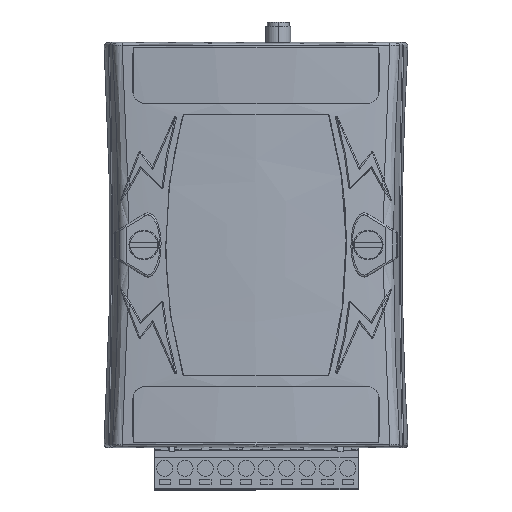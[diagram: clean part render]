
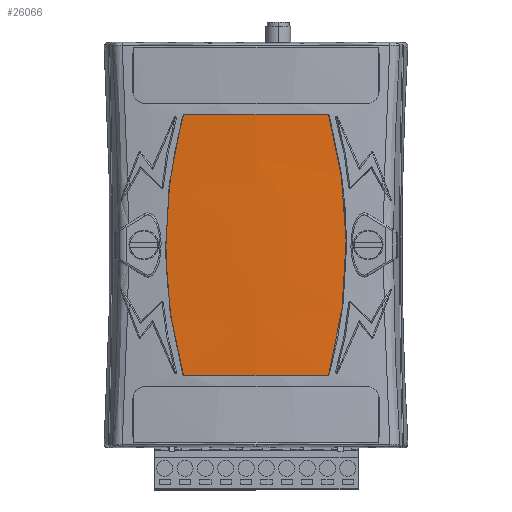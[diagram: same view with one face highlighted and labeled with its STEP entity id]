
A CAD part, top view. The second image highlights one B-rep face of the part: STEP entity #26066.
In plain terms, the highlighted free-form (B-spline) face has degree [3, 1] with [4, 2] control points.
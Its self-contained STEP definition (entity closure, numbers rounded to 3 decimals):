
#1353 = CARTESIAN_POINT ( 'NONE',  ( 22.383, 5.504, 15.107 ) ) ;
#3758 = EDGE_CURVE ( 'NONE', #55583, #30782, #78003, .T. ) ;
#3878 = CARTESIAN_POINT ( 'NONE',  ( -22.313, 6.892, 15.114 ) ) ;
#6155 = CARTESIAN_POINT ( 'NONE',  ( -11.151, 50.952, 16.837 ) ) ;
#7041 = CARTESIAN_POINT ( 'NONE',  ( -6.041, -32.591, 16.316 ) ) ;
#7232 = CARTESIAN_POINT ( 'NONE',  ( 19.56, -27.259, 15.347 ) ) ;
#7786 = CARTESIAN_POINT ( 'NONE',  ( 22.036, 10.993, 15.138 ) ) ;
#8928 = CARTESIAN_POINT ( 'NONE',  ( 18.091, 32.591, 15.452 ) ) ;
#10293 = CARTESIAN_POINT ( 'NONE',  ( -21.759, 13.732, 15.162 ) ) ;
#12327 = CARTESIAN_POINT ( 'NONE',  ( 33.261, -50.952, 13.903 ) ) ;
#12589 = CARTESIAN_POINT ( 'NONE',  ( -33.261, 50.952, 13.903 ) ) ;
#13138 = ORIENTED_EDGE ( 'NONE', *, *, #60772, .F. ) ;
#13741 = ORIENTED_EDGE ( 'NONE', *, *, #73710, .F. ) ;
#14216 = CARTESIAN_POINT ( 'NONE',  ( 20.658, 21.875, 15.256 ) ) ;
#14832 = CARTESIAN_POINT ( 'NONE',  ( -19.561, -27.257, 15.346 ) ) ;
#16718 = CARTESIAN_POINT ( 'NONE',  ( -19.56, 27.262, 15.347 ) ) ;
#16750 = EDGE_LOOP ( 'NONE', ( #13741, #69132, #59089, #13138, #41632 ) ) ;
#17771 = CARTESIAN_POINT ( 'NONE',  ( 18.091, 32.591, 15.452 ) ) ;
#19285 = B_SPLINE_CURVE_WITH_KNOTS ( 'NONE', 3,
 ( #59553, #14832, #65972, #27652, #72408, #34124 ),
 .UNSPECIFIED., .F., .F.,
 ( 4, 2, 4 ),
 ( 0., 0.016, 0.033 ),
 .UNSPECIFIED. ) ;
#19841 = CARTESIAN_POINT ( 'NONE',  ( 6.041, -32.591, 16.316 ) ) ;
#20311 = CARTESIAN_POINT ( 'NONE',  ( 20.657, -21.878, 15.256 ) ) ;
#20573 = CARTESIAN_POINT ( 'NONE',  ( 18.091, 32.591, 15.452 ) ) ;
#21181 = CARTESIAN_POINT ( 'NONE',  ( -6.041, 32.591, 16.316 ) ) ;
#21436 = B_SPLINE_CURVE_WITH_KNOTS ( 'NONE', 3,
 ( #26741, #7232, #20311, #71507, #33214, #77930, #39623, #1353, #46059, #7786, #52475, #14216, #58911, #20573 ),
 .UNSPECIFIED., .F., .F.,
 ( 4, 2, 2, 2, 2, 2, 4 ),
 ( 0., 0.016, 0.033, 0.037, 0.041, 0.049, 0.066 ),
 .UNSPECIFIED. ) ;
#21957 = EDGE_CURVE ( 'NONE', #44852, #27799, #21436, .T. ) ;
#22187 = CARTESIAN_POINT ( 'NONE',  ( -18.091, 32.591, 15.452 ) ) ;
#24410 =( BOUNDED_CURVE ( )  B_SPLINE_CURVE ( 3, ( #40766, #21181, #47190, #8928 ),
 .UNSPECIFIED., .F., .F. ) 
 B_SPLINE_CURVE_WITH_KNOTS ( ( 4, 4 ),
 ( 0., 0.036 ),
 .UNSPECIFIED. ) 
 CURVE ( )  GEOMETRIC_REPRESENTATION_ITEM ( )  RATIONAL_B_SPLINE_CURVE ( ( 0.997, 0.995, 0.995, 0.997 ) ) 
 REPRESENTATION_ITEM ( '' )  );
#26066 = ADVANCED_FACE ( 'NONE', ( #82732 ), #28077, .T. ) ;
#26741 = CARTESIAN_POINT ( 'NONE',  ( 18.091, -32.591, 15.452 ) ) ;
#27652 = CARTESIAN_POINT ( 'NONE',  ( -22.127, -11.009, 15.131 ) ) ;
#27799 = VERTEX_POINT ( 'NONE', #17771 ) ;
#28077 =( BOUNDED_SURFACE ( )  B_SPLINE_SURFACE ( 3, 1, ( 
 ( #63460, #12327 ),
 ( #82694, #44452 ),
 ( #6155, #50855 ),
 ( #12589, #57296 ) ),
 .UNSPECIFIED., .F., .F., .F. ) 
 B_SPLINE_SURFACE_WITH_KNOTS ( ( 4, 4 ),
 ( 2, 2 ),
 ( 0., 1. ),
 ( 0., 1. ),
 .UNSPECIFIED. ) 
 GEOMETRIC_REPRESENTATION_ITEM ( )  RATIONAL_B_SPLINE_SURFACE ( (
 ( 1., 1.),
 ( 0.994, 0.994),
 ( 0.994, 0.994),
 ( 1., 1.) ) ) 
 REPRESENTATION_ITEM ( '' )  SURFACE ( )  );
#29274 = CARTESIAN_POINT ( 'NONE',  ( -22.475, 2.763, 15.099 ) ) ;
#30782 = VERTEX_POINT ( 'NONE', #22187 ) ;
#33214 = CARTESIAN_POINT ( 'NONE',  ( 22.498, -5.542, 15.097 ) ) ;
#34124 = CARTESIAN_POINT ( 'NONE',  ( -22.499, 0., 15.097 ) ) ;
#35734 = CARTESIAN_POINT ( 'NONE',  ( -22.499, 0., 15.097 ) ) ;
#39623 = CARTESIAN_POINT ( 'NONE',  ( 22.476, 2.749, 15.099 ) ) ;
#40766 = CARTESIAN_POINT ( 'NONE',  ( -18.091, 32.591, 15.452 ) ) ;
#41632 = ORIENTED_EDGE ( 'NONE', *, *, #3758, .F. ) ;
#42151 = CARTESIAN_POINT ( 'NONE',  ( -22.382, 5.518, 15.107 ) ) ;
#44452 = CARTESIAN_POINT ( 'NONE',  ( 11.151, -50.952, 16.837 ) ) ;
#44852 = VERTEX_POINT ( 'NONE', #56121 ) ;
#46059 = CARTESIAN_POINT ( 'NONE',  ( 22.314, 6.879, 15.113 ) ) ;
#47190 = CARTESIAN_POINT ( 'NONE',  ( 6.041, 32.591, 16.316 ) ) ;
#48561 = CARTESIAN_POINT ( 'NONE',  ( -22.035, 11.004, 15.138 ) ) ;
#49031 =( BOUNDED_CURVE ( )  B_SPLINE_CURVE ( 3, ( #51717, #7041, #19841, #64598 ),
 .UNSPECIFIED., .F., .F. ) 
 B_SPLINE_CURVE_WITH_KNOTS ( ( 4, 4 ),
 ( 0., 0.036 ),
 .UNSPECIFIED. ) 
 CURVE ( )  GEOMETRIC_REPRESENTATION_ITEM ( )  RATIONAL_B_SPLINE_CURVE ( ( 0.997, 0.995, 0.995, 0.997 ) ) 
 REPRESENTATION_ITEM ( '' )  );
#50855 = CARTESIAN_POINT ( 'NONE',  ( -11.151, -50.952, 16.837 ) ) ;
#51717 = CARTESIAN_POINT ( 'NONE',  ( -18.091, -32.591, 15.452 ) ) ;
#52475 = CARTESIAN_POINT ( 'NONE',  ( 21.76, 13.723, 15.162 ) ) ;
#55003 = CARTESIAN_POINT ( 'NONE',  ( -20.657, 21.88, 15.256 ) ) ;
#55583 = VERTEX_POINT ( 'NONE', #70391 ) ;
#55610 = VERTEX_POINT ( 'NONE', #58384 ) ;
#56121 = CARTESIAN_POINT ( 'NONE',  ( 18.091, -32.591, 15.452 ) ) ;
#57296 = CARTESIAN_POINT ( 'NONE',  ( -33.261, -50.952, 13.903 ) ) ;
#58384 = CARTESIAN_POINT ( 'NONE',  ( -18.091, -32.591, 15.452 ) ) ;
#58911 = CARTESIAN_POINT ( 'NONE',  ( 19.56, 27.259, 15.347 ) ) ;
#59089 = ORIENTED_EDGE ( 'NONE', *, *, #21957, .T. ) ;
#59553 = CARTESIAN_POINT ( 'NONE',  ( -18.091, -32.591, 15.452 ) ) ;
#60772 = EDGE_CURVE ( 'NONE', #30782, #27799, #24410, .T. ) ;
#61441 = CARTESIAN_POINT ( 'NONE',  ( -18.091, 32.591, 15.452 ) ) ;
#63460 = CARTESIAN_POINT ( 'NONE',  ( 33.261, 50.952, 13.903 ) ) ;
#64598 = CARTESIAN_POINT ( 'NONE',  ( 18.091, -32.591, 15.452 ) ) ;
#65972 = CARTESIAN_POINT ( 'NONE',  ( -20.658, -21.873, 15.256 ) ) ;
#69132 = ORIENTED_EDGE ( 'NONE', *, *, #73612, .T. ) ;
#70391 = CARTESIAN_POINT ( 'NONE',  ( -22.499, 0., 15.097 ) ) ;
#71507 = CARTESIAN_POINT ( 'NONE',  ( 22.126, -11.02, 15.131 ) ) ;
#72408 = CARTESIAN_POINT ( 'NONE',  ( -22.499, -5.529, 15.097 ) ) ;
#73612 = EDGE_CURVE ( 'NONE', #55610, #44852, #49031, .T. ) ;
#73710 = EDGE_CURVE ( 'NONE', #55610, #55583, #19285, .T. ) ;
#73996 = CARTESIAN_POINT ( 'NONE',  ( -22.499, 1.381, 15.097 ) ) ;
#77930 = CARTESIAN_POINT ( 'NONE',  ( 22.499, 1.366, 15.097 ) ) ;
#78003 = B_SPLINE_CURVE_WITH_KNOTS ( 'NONE', 3,
 ( #35734, #73996, #29274, #42151, #3878, #48561, #10293, #55003, #16718, #61441 ),
 .UNSPECIFIED., .F., .F.,
 ( 4, 2, 2, 2, 4 ),
 ( 0.033, 0.037, 0.041, 0.049, 0.066 ),
 .UNSPECIFIED. ) ;
#82694 = CARTESIAN_POINT ( 'NONE',  ( 11.151, 50.952, 16.837 ) ) ;
#82732 = FACE_OUTER_BOUND ( 'NONE', #16750, .T. ) ;
